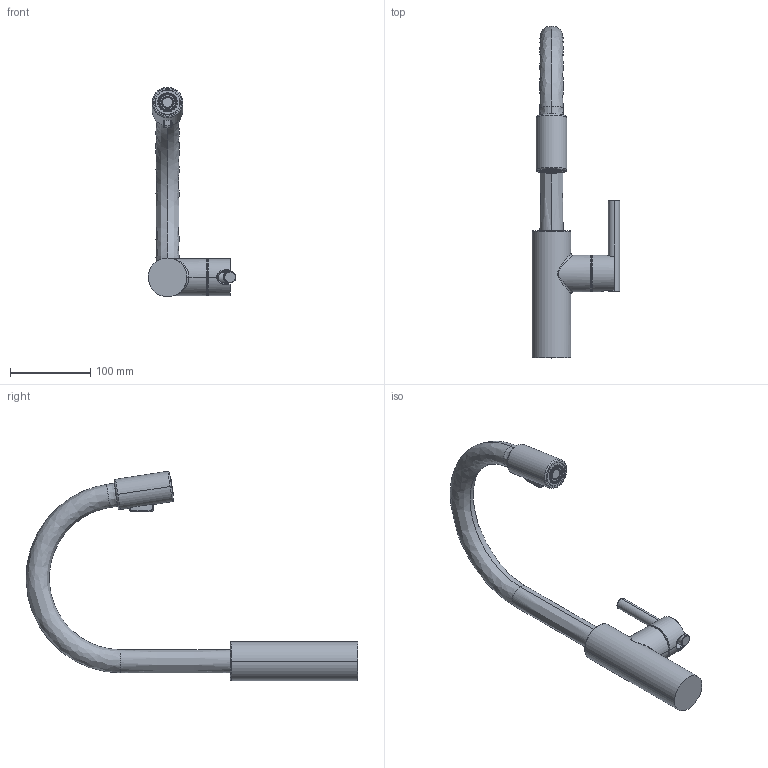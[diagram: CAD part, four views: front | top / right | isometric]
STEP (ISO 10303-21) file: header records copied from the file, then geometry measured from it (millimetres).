
FILE_DESCRIPTION((''),'2;1');
FILE_NAME('1500-5103','2021-04-07T14:30:08',('jinson.thomas'),(''),'CREO PARAMETRIC BY PTC INC, 2018400','CREO PARAMETRIC BY PTC INC, 2018400','');
FILE_SCHEMA(('CONFIG_CONTROL_DESIGN'));
Length unit declared in the file: inch
Products named in the file (1): 1500-5103
Bounding box: 109.19 x 413.38 x 260.75 mm (x, y, z)
Volume: 774806.2 mm3; surface area: 97129.3 mm2
Topology: 3 solids, 3 shells, 292 faces, 626 edges, 378 vertices
Faces by surface type: cone 78, plane 62, torus 62, cylinder 46, bspline 24, sphere 20
Entity records: 10638 total; most frequent: CARTESIAN_POINT 4269, DIRECTION 1446, ORIENTED_EDGE 1220, AXIS2_PLACEMENT_3D 651, EDGE_CURVE 610, CIRCLE 383, VERTEX_POINT 378, EDGE_LOOP 346
